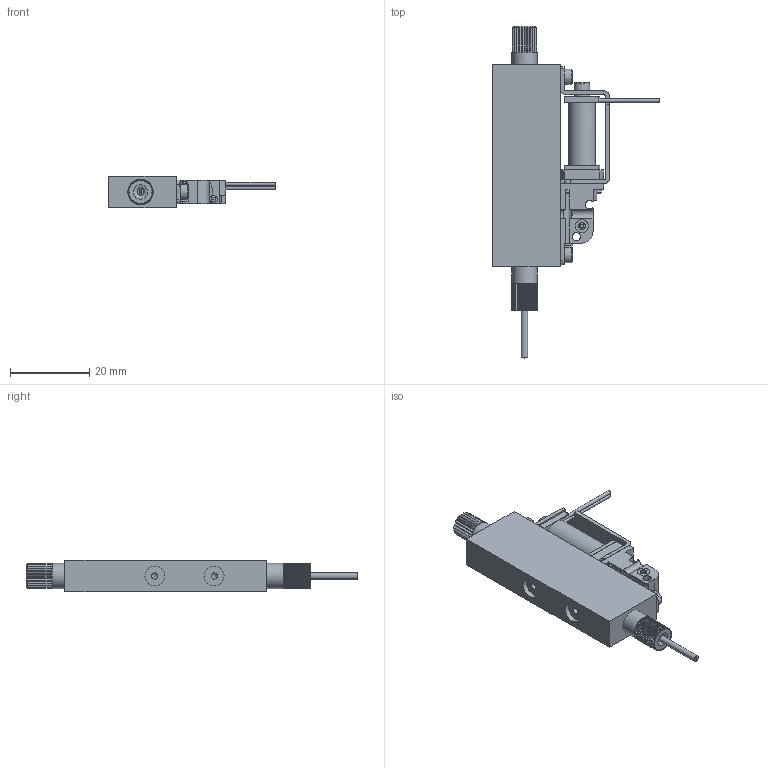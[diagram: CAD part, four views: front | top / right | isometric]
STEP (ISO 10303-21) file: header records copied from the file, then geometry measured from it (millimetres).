
FILE_DESCRIPTION(/* description */ ('STEP AP214'),/* implementation_level */ '2;1');
FILE_NAME(/* name */ '8063370_VTOE-D8-T3-M22C-08-V-S-PC-S',/* time_stamp */ '2024-09-17T11:24:58+02:00',/* author */ ('License CC BY-ND 4.0'),/* organization */ ('CADENAS'),/* preprocessor_version */ 'ST-DEVELOPER v19.3',/* originating_system */ 'PARTsolutions',/* authorisation */ ' ');
FILE_SCHEMA (('AUTOMOTIVE_DESIGN {1 0 10303 214 3 1 1}'));
Length unit declared in the file: millimetre
Products named in the file (4): 8063370 VTOE-D8-T3-M22C-08-V-S-PC-S; 8063370 VTOE---(p); 1220069 VODA-FD72-M22C-M-08-F-SV-1L5; DIN-912 - M2x4(F)
Assembly tree (4 placements, depth 2):
  8063370 VTOE-D8-T3-M22C-08-V-S-PC-S
    8063370 VTOE---(p)
    1220069 VODA-FD72-M22C-M-08-F-SV-1L5
    DIN-912 - M2x4(F)  x2
Bounding box: 42 x 83.82 x 8 mm (x, y, z)
Volume: 9083.6 mm3; surface area: 6226.9 mm2
Topology: 4 solids, 4 shells, 488 faces, 1309 edges, 853 vertices
Faces by surface type: plane 329, cylinder 85, cone 65, torus 7, sphere 2
Full cylindrical faces by diameter (mm): 0.6 x1, 0.9 x4, 1 x2, 1.2 x3, 1.4 x2, 1.567 x4, 1.6 x2, 1.7 x4, 2 x3, 2.1 x1, 2.2 x1, 2.4 x1, 3.1 x3, 3.2 x2, 3.55 x1, 3.8 x2, 3.95 x1, 4.1 x1, 5 x2, 6.35 x2
Entity records: 17246 total; most frequent: CARTESIAN_POINT 2878, ORIENTED_EDGE 2322, DIRECTION 2263, EDGE_CURVE 1161, VERTEX_POINT 797, AXIS2_PLACEMENT_3D 774, LINE 715, VECTOR 715
